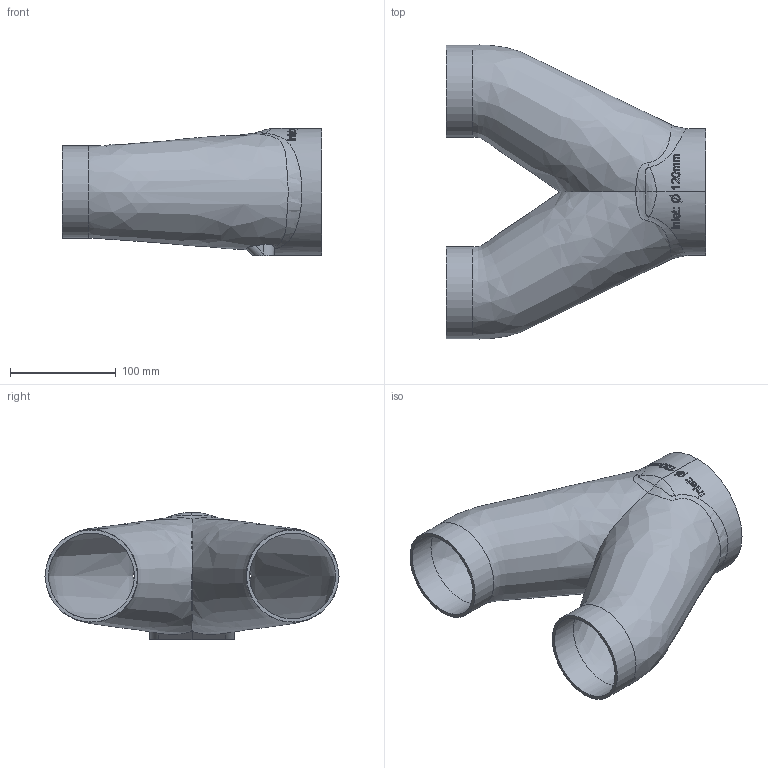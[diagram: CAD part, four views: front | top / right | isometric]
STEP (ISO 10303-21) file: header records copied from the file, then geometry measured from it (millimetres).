
FILE_DESCRIPTION(/* description */ ('','CAx-IF Rec.Pracs.---Representation and Presentation of Product Manufacturing Information (PMI)---4.0---2014-10-13'),/* implementation_level */ '2;1');
FILE_NAME(/* name */ 'MK2_Y-inlet-120mm_REV2.stp',/* time_stamp */ '2024-09-14T20:00:24+02:00',/* author */ ('admin'),/* organization */ (''),/* preprocessor_version */ 'ST-DEVELOPER v18.1',/* originating_system */ 'Autodesk Inventor 2021',/* authorisation */ '');
FILE_SCHEMA (('AP242_MANAGED_MODEL_BASED_3D_ENGINEERING_MIM_LF { 1 0 10303 442 1 1 4 }'));
Length unit declared in the file: millimetre
Products named in the file (1): MK2_EU_REV2_Y-inlet-120mm
Bounding box: 245 x 277.71 x 120 mm (x, y, z)
Volume: 412627.4 mm3; surface area: 266196.2 mm2
Topology: 2 solids, 2 shells, 206 faces, 557 edges, 372 vertices
Faces by surface type: bspline 93, plane 84, cylinder 29
Full cylindrical faces by diameter (mm): 10 x2, 81 x2, 87 x2
Entity records: 12056 total; most frequent: CARTESIAN_POINT 7397, ORIENTED_EDGE 1114, DIRECTION 645, EDGE_CURVE 557, VERTEX_POINT 372, LINE 257, VECTOR 257, EDGE_LOOP 227
